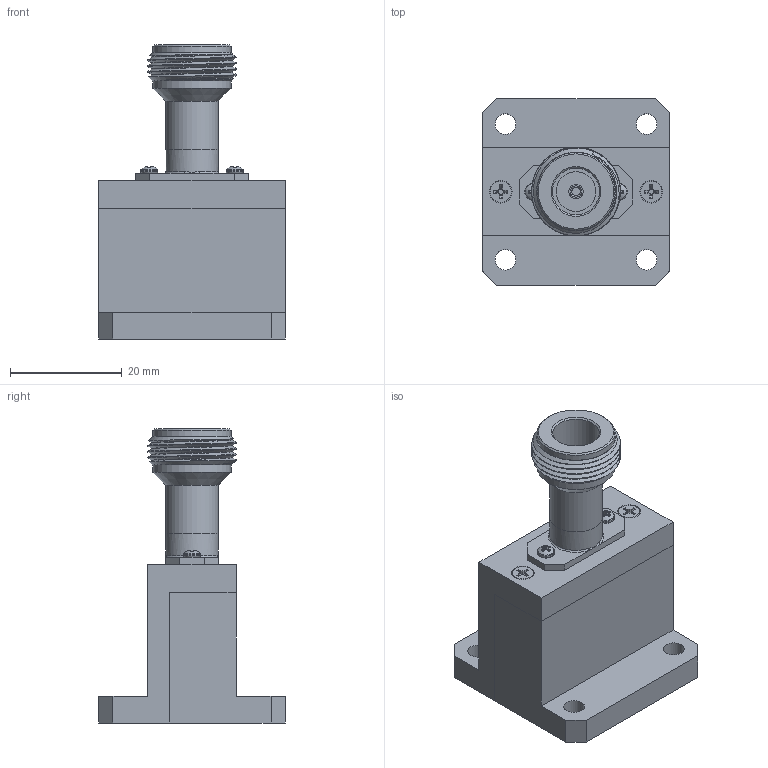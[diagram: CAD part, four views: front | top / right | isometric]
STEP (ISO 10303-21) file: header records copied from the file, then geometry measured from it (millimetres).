
FILE_DESCRIPTION (( 'STEP AP203' ), '1' );
FILE_NAME ('PE9866_3D.step', '2021-06-29T16:05:33', ( '' ), ( '' ), 'SwSTEP 2.0', 'SolidWorks 2020', '' );
FILE_SCHEMA (( 'CONFIG_CONTROL_DESIGN' ));
Length unit declared in the file: inch
Products named in the file (1): PE9866_3D
Bounding box: 33.35 x 33.35 x 52.6 mm (x, y, z)
Volume: 16377.2 mm3; surface area: 8150.5 mm2
Topology: 1 solids, 2 shells, 239 faces, 634 edges, 418 vertices
Faces by surface type: plane 130, cylinder 57, cone 31, bspline 13, torus 6, sphere 2
Full cylindrical faces by diameter (mm): 1.524 x1, 2.54 x2, 3.055 x2, 3.683 x4, 4.064 x2, 7.112 x1, 8.382 x1, 9.399 x2, 13.971 x2
Entity records: 10348 total; most frequent: CARTESIAN_POINT 4843, ORIENTED_EDGE 1184, DIRECTION 1012, EDGE_CURVE 592, VERTEX_POINT 408, AXIS2_PLACEMENT_3D 374, EDGE_LOOP 296, LINE 264
